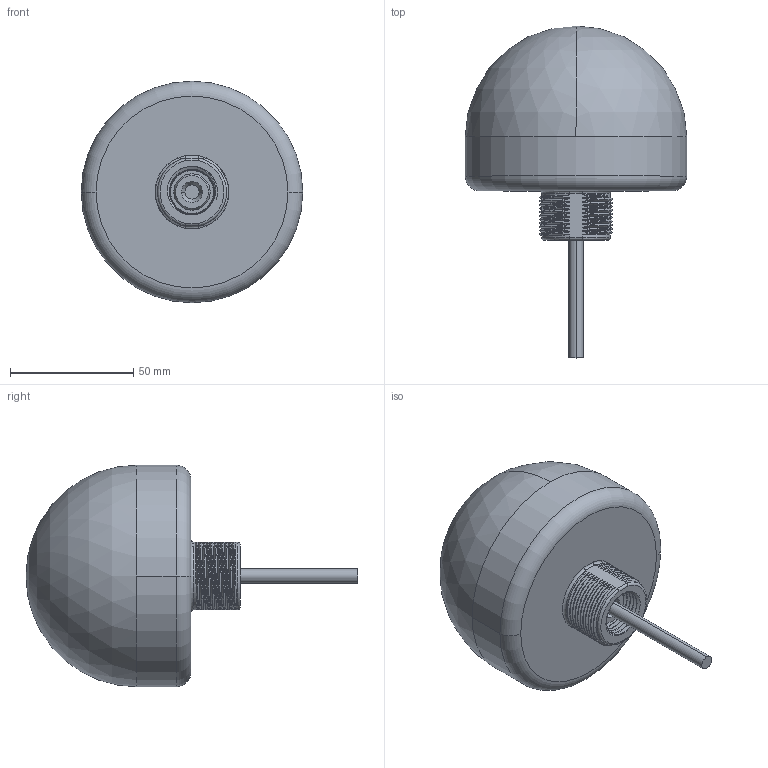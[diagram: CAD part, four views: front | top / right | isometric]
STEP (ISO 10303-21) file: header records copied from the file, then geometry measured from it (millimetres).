
FILE_DESCRIPTION((''),'2;1');
FILE_NAME('181760_ASM','2014-06-20T',('pdmadmin'),(''),'PRO/ENGINEER BY PARAMETRIC TECHNOLOGY CORPORATION, 2013230','PRO/ENGINEER BY PARAMETRIC TECHNOLOGY CORPORATION, 2013230','');
FILE_SCHEMA(('CONFIG_CONTROL_DESIGN'));
Products named in the file (5): 178148; 178149; 32626; CABLE_225_BLACK; 181760_ASM
Assembly tree (4 placements, depth 2):
  181760_ASM
    178148
    178149
    32626
    CABLE_225_BLACK
Bounding box: 90 x 134.9 x 90 mm (x, y, z)
Volume: 98493.5 mm3; surface area: 56390.4 mm2
Topology: 4 solids, 4 shells, 304 faces, 746 edges, 470 vertices
Faces by surface type: cylinder 84, bspline 83, torus 49, plane 45, cone 39, sphere 4
Entity records: 37484 total; most frequent: CARTESIAN_POINT 30699, ORIENTED_EDGE 1484, DIRECTION 1235, EDGE_CURVE 742, AXIS2_PLACEMENT_3D 506, VERTEX_POINT 470, EDGE_LOOP 332, FACE_OUTER_BOUND 304
